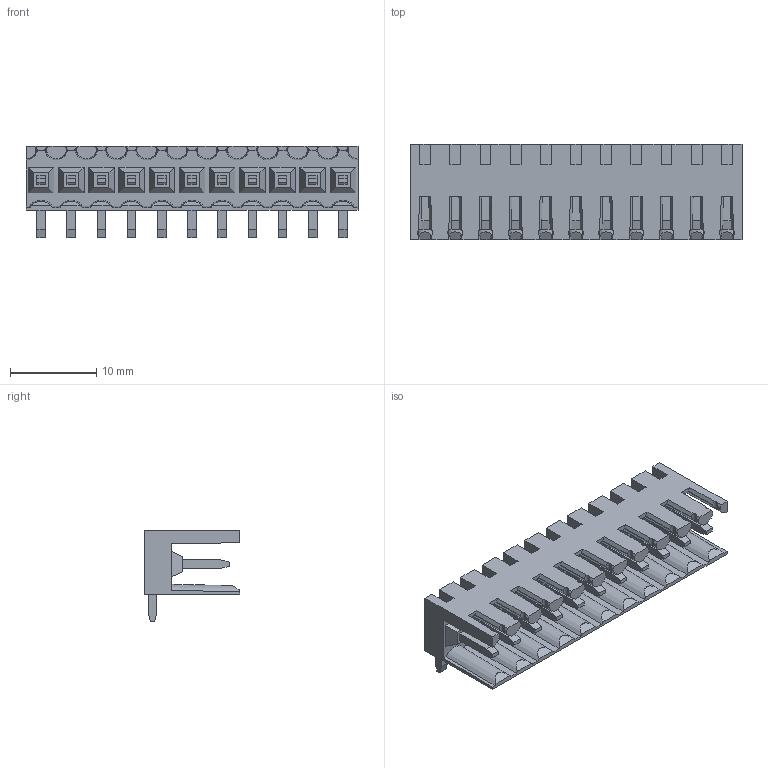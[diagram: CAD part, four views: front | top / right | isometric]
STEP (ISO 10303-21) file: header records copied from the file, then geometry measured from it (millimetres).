
FILE_DESCRIPTION(('CATIA V5 STEP Exchange','CAx-IF Rec.Pracs.--- Model Styling and Organization---1.2---2011-12-15'),'2;1');
FILE_NAME ('D1453054_0_1597300000_1597300000.stp','2018-10-10T05:24:18+00:00',('none'),('Weidmueller'),'CATIA Version 5-6 Release 2014','CATIA V5 STEP AP214','none');
FILE_SCHEMA(('AUTOMOTIVE_DESIGN { 1 0 10303 214 1 1 1 1 }'));
Length unit declared in the file: millimetre
Products named in the file (1): 1597300000
Bounding box: 38.5 x 11.05 x 10.65 mm (x, y, z)
Volume: 1390.9 mm3; surface area: 3339.3 mm2
Topology: 12 solids, 12 shells, 681 faces, 2008 edges, 1351 vertices
Faces by surface type: plane 560, cylinder 88, cone 33
Entity records: 21152 total; most frequent: CARTESIAN_POINT 4879, ORIENTED_EDGE 4016, DIRECTION 2367, EDGE_CURVE 2008, VECTOR 1423, LINE 1423, VERTEX_POINT 1351, EDGE_LOOP 703
